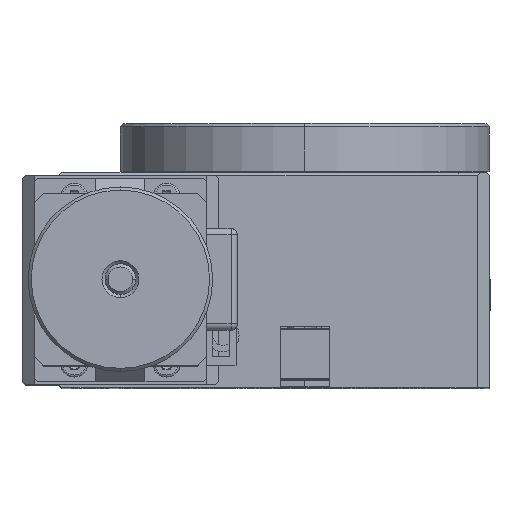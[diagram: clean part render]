
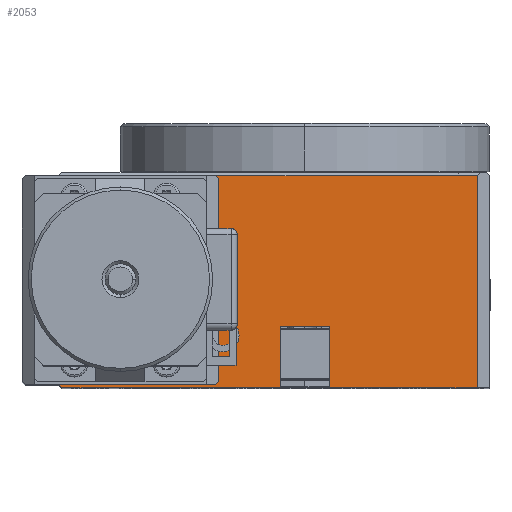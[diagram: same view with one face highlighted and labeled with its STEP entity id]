
A CAD part, top view. The second image highlights one B-rep face of the part: STEP entity #2053.
In plain terms, the highlighted planar face has unit normal (0, 0, 1).
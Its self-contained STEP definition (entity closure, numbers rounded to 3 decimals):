
#200 = VECTOR ( 'NONE', #3657, 1000. ) ;
#484 = CARTESIAN_POINT ( 'NONE',  ( -19.5, 35., 30. ) ) ;
#1026 = VERTEX_POINT ( 'NONE', #27224 ) ;
#1044 = LINE ( 'NONE', #35301, #29706 ) ;
#1244 = ORIENTED_EDGE ( 'NONE', *, *, #25536, .T. ) ;
#1723 = CARTESIAN_POINT ( 'NONE',  ( -4., 10., 30. ) ) ;
#1802 = VECTOR ( 'NONE', #12109, 1000. ) ;
#2053 = ADVANCED_FACE ( 'NONE', ( #14251 ), #23665, .F. ) ;
#2616 = CARTESIAN_POINT ( 'NONE',  ( -40., 34.5, 30. ) ) ;
#2704 = CARTESIAN_POINT ( 'NONE',  ( 4., 10., 30. ) ) ;
#3014 = ORIENTED_EDGE ( 'NONE', *, *, #33720, .T. ) ;
#3202 = CARTESIAN_POINT ( 'NONE',  ( -4., 0., 30. ) ) ;
#3424 = CARTESIAN_POINT ( 'NONE',  ( 4., 0., 30. ) ) ;
#3657 = DIRECTION ( 'NONE',  ( 0., 1., 0. ) ) ;
#4190 = CARTESIAN_POINT ( 'NONE',  ( -4., 10., 30. ) ) ;
#4248 = VECTOR ( 'NONE', #43049, 1000. ) ;
#4691 = EDGE_CURVE ( 'NONE', #1026, #22988, #39503, .T. ) ;
#4721 = EDGE_CURVE ( 'NONE', #10558, #8233, #15676, .T. ) ;
#4839 = EDGE_CURVE ( 'NONE', #31728, #27139, #18354, .T. ) ;
#4927 = CARTESIAN_POINT ( 'NONE',  ( -39.5, 7.5, 30. ) ) ;
#5046 = LINE ( 'NONE', #484, #200 ) ;
#5568 = EDGE_CURVE ( 'NONE', #27139, #32297, #22640, .T. ) ;
#6416 = CARTESIAN_POINT ( 'NONE',  ( -40., 35., 30. ) ) ;
#7082 = VERTEX_POINT ( 'NONE', #7495 ) ;
#7495 = CARTESIAN_POINT ( 'NONE',  ( -19.5, 27.7, 30. ) ) ;
#7626 = EDGE_CURVE ( 'NONE', #15494, #7082, #35462, .T. ) ;
#7794 = EDGE_CURVE ( 'NONE', #20175, #16186, #40871, .T. ) ;
#7900 = CARTESIAN_POINT ( 'NONE',  ( -19.5, 7.5, 30. ) ) ;
#8233 = VERTEX_POINT ( 'NONE', #3202 ) ;
#8241 = DIRECTION ( 'NONE',  ( 0., -1., 0. ) ) ;
#8295 = ORIENTED_EDGE ( 'NONE', *, *, #24956, .F. ) ;
#8652 = VECTOR ( 'NONE', #10208, 1000. ) ;
#8733 = LINE ( 'NONE', #11133, #33106 ) ;
#9339 = VERTEX_POINT ( 'NONE', #28431 ) ;
#9748 = VERTEX_POINT ( 'NONE', #2704 ) ;
#9869 = DIRECTION ( 'NONE',  ( 0., 0., -1. ) ) ;
#9985 = VECTOR ( 'NONE', #34869, 1000. ) ;
#10051 = CARTESIAN_POINT ( 'NONE',  ( -40., 0., 30. ) ) ;
#10132 = CARTESIAN_POINT ( 'NONE',  ( 28., 0., 30. ) ) ;
#10208 = DIRECTION ( 'NONE',  ( 0., -1., 0. ) ) ;
#10558 = VERTEX_POINT ( 'NONE', #26836 ) ;
#10623 = CARTESIAN_POINT ( 'NONE',  ( -40., 34.5, 30. ) ) ;
#11133 = CARTESIAN_POINT ( 'NONE',  ( 4., 10., 30. ) ) ;
#11207 = CARTESIAN_POINT ( 'NONE',  ( -39.5, 7.5, 30. ) ) ;
#11552 = DIRECTION ( 'NONE',  ( -1., 0., 0. ) ) ;
#11817 = EDGE_CURVE ( 'NONE', #38078, #36704, #43302, .T. ) ;
#11848 = VECTOR ( 'NONE', #22292, 1000. ) ;
#12109 = DIRECTION ( 'NONE',  ( 0., -1., 0. ) ) ;
#12592 = DIRECTION ( 'NONE',  ( -1., 0., 0. ) ) ;
#12707 = CARTESIAN_POINT ( 'NONE',  ( -40., 35., 30. ) ) ;
#13015 = ORIENTED_EDGE ( 'NONE', *, *, #5568, .T. ) ;
#13557 = CARTESIAN_POINT ( 'NONE',  ( -40., 35., 30. ) ) ;
#14143 = CARTESIAN_POINT ( 'NONE',  ( -40., 7.5, 30. ) ) ;
#14251 = FACE_OUTER_BOUND ( 'NONE', #39432, .T. ) ;
#14366 = ORIENTED_EDGE ( 'NONE', *, *, #4839, .T. ) ;
#14595 = DIRECTION ( 'NONE',  ( 0.707, -0.707, 0. ) ) ;
#15470 = VECTOR ( 'NONE', #42347, 1000. ) ;
#15494 = VERTEX_POINT ( 'NONE', #34199 ) ;
#15676 = LINE ( 'NONE', #1723, #36250 ) ;
#16186 = VERTEX_POINT ( 'NONE', #2616 ) ;
#16518 = ORIENTED_EDGE ( 'NONE', *, *, #44716, .T. ) ;
#17057 = ORIENTED_EDGE ( 'NONE', *, *, #43785, .T. ) ;
#17880 = ORIENTED_EDGE ( 'NONE', *, *, #4721, .F. ) ;
#18354 = LINE ( 'NONE', #14143, #40523 ) ;
#20175 = VERTEX_POINT ( 'NONE', #20797 ) ;
#20308 = ORIENTED_EDGE ( 'NONE', *, *, #4691, .T. ) ;
#20678 = VECTOR ( 'NONE', #11552, 1000. ) ;
#20797 = CARTESIAN_POINT ( 'NONE',  ( 28., 34.5, 30. ) ) ;
#21079 = ORIENTED_EDGE ( 'NONE', *, *, #7794, .T. ) ;
#21707 = VECTOR ( 'NONE', #42947, 1000. ) ;
#22292 = DIRECTION ( 'NONE',  ( 0.707, -0.707, 0. ) ) ;
#22640 = LINE ( 'NONE', #4927, #4248 ) ;
#22792 = LINE ( 'NONE', #39622, #21707 ) ;
#22988 = VERTEX_POINT ( 'NONE', #27024 ) ;
#23665 = PLANE ( 'NONE',  #36409 ) ;
#23764 = ORIENTED_EDGE ( 'NONE', *, *, #37613, .T. ) ;
#23800 = EDGE_CURVE ( 'NONE', #31728, #7082, #5046, .T. ) ;
#24650 = LINE ( 'NONE', #28574, #15470 ) ;
#24956 = EDGE_CURVE ( 'NONE', #9748, #10558, #36391, .T. ) ;
#24984 = CARTESIAN_POINT ( 'NONE',  ( -40., 7., 30. ) ) ;
#25536 = EDGE_CURVE ( 'NONE', #36704, #20175, #22792, .T. ) ;
#25936 = DIRECTION ( 'NONE',  ( 0., -1., 0. ) ) ;
#26836 = CARTESIAN_POINT ( 'NONE',  ( -4., 10., 30. ) ) ;
#27024 = CARTESIAN_POINT ( 'NONE',  ( -39.5, 0., 30. ) ) ;
#27139 = VERTEX_POINT ( 'NONE', #11207 ) ;
#27224 = CARTESIAN_POINT ( 'NONE',  ( -40., 0.5, 30. ) ) ;
#28393 = ORIENTED_EDGE ( 'NONE', *, *, #7626, .T. ) ;
#28431 = CARTESIAN_POINT ( 'NONE',  ( -40., 28.2, 30. ) ) ;
#28574 = CARTESIAN_POINT ( 'NONE',  ( -40., 0., 30. ) ) ;
#29706 = VECTOR ( 'NONE', #14595, 1000. ) ;
#30921 = DIRECTION ( 'NONE',  ( -1., 0., 0. ) ) ;
#31699 = ORIENTED_EDGE ( 'NONE', *, *, #11817, .T. ) ;
#31728 = VERTEX_POINT ( 'NONE', #7900 ) ;
#32297 = VERTEX_POINT ( 'NONE', #24984 ) ;
#32601 = CARTESIAN_POINT ( 'NONE',  ( -40., 0.5, 30. ) ) ;
#33106 = VECTOR ( 'NONE', #8241, 1000. ) ;
#33138 = EDGE_CURVE ( 'NONE', #32297, #1026, #42250, .T. ) ;
#33360 = DIRECTION ( 'NONE',  ( 1., 0., 0. ) ) ;
#33720 = EDGE_CURVE ( 'NONE', #9339, #15494, #1044, .T. ) ;
#34130 = VECTOR ( 'NONE', #41223, 1000. ) ;
#34199 = CARTESIAN_POINT ( 'NONE',  ( -39.5, 27.7, 30. ) ) ;
#34357 = ORIENTED_EDGE ( 'NONE', *, *, #33138, .T. ) ;
#34869 = DIRECTION ( 'NONE',  ( -1., 0., 0. ) ) ;
#35301 = CARTESIAN_POINT ( 'NONE',  ( -39.5, 27.7, 30. ) ) ;
#35462 = LINE ( 'NONE', #37012, #39794 ) ;
#36250 = VECTOR ( 'NONE', #25936, 1000. ) ;
#36391 = LINE ( 'NONE', #4190, #20678 ) ;
#36409 = AXIS2_PLACEMENT_3D ( 'NONE', #6416, #9869, #12592 ) ;
#36704 = VERTEX_POINT ( 'NONE', #10132 ) ;
#37012 = CARTESIAN_POINT ( 'NONE',  ( -40., 27.7, 30. ) ) ;
#37613 = EDGE_CURVE ( 'NONE', #22988, #8233, #24650, .T. ) ;
#38078 = VERTEX_POINT ( 'NONE', #3424 ) ;
#39432 = EDGE_LOOP ( 'NONE', ( #34357, #20308, #23764, #17880, #8295, #16518, #31699, #1244, #21079, #17057, #3014, #28393, #40218, #14366, #13015 ) ) ;
#39503 = LINE ( 'NONE', #32601, #11848 ) ;
#39622 = CARTESIAN_POINT ( 'NONE',  ( 28., 35., 30. ) ) ;
#39794 = VECTOR ( 'NONE', #33360, 1000. ) ;
#40218 = ORIENTED_EDGE ( 'NONE', *, *, #23800, .F. ) ;
#40523 = VECTOR ( 'NONE', #30921, 1000. ) ;
#40871 = LINE ( 'NONE', #10623, #9985 ) ;
#41223 = DIRECTION ( 'NONE',  ( 1., 0., 0. ) ) ;
#42250 = LINE ( 'NONE', #13557, #8652 ) ;
#42347 = DIRECTION ( 'NONE',  ( 1., 0., 0. ) ) ;
#42415 = LINE ( 'NONE', #12707, #1802 ) ;
#42947 = DIRECTION ( 'NONE',  ( 0., 1., 0. ) ) ;
#43049 = DIRECTION ( 'NONE',  ( -0.707, -0.707, 0. ) ) ;
#43302 = LINE ( 'NONE', #10051, #34130 ) ;
#43785 = EDGE_CURVE ( 'NONE', #16186, #9339, #42415, .T. ) ;
#44716 = EDGE_CURVE ( 'NONE', #9748, #38078, #8733, .T. ) ;
